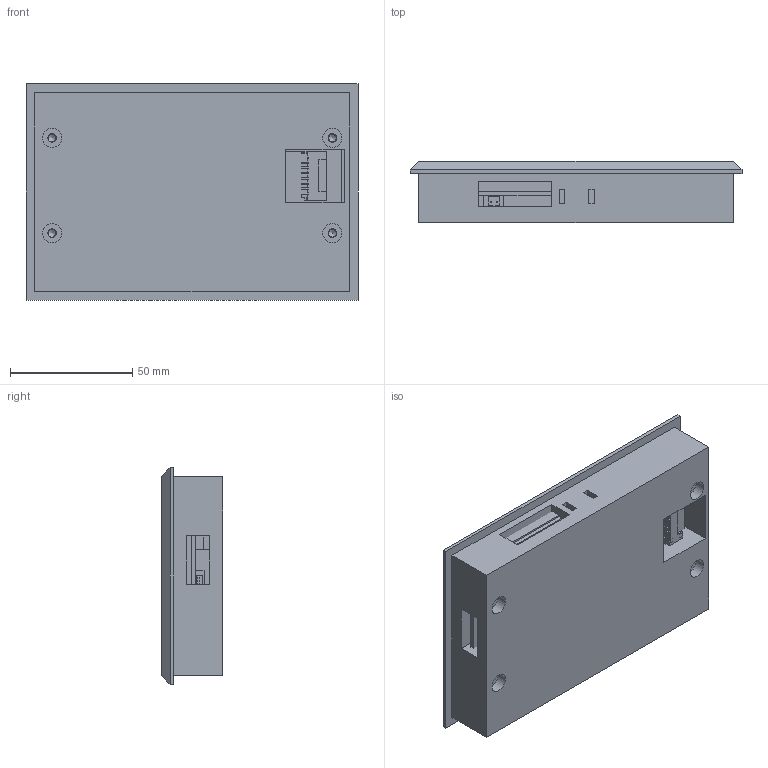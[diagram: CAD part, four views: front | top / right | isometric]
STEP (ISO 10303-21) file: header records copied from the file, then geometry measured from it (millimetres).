
FILE_DESCRIPTION(/* description */ (''),/* implementation_level */ '2;1');
FILE_NAME(/* name */ 'P48272V43C_T30B.stp',/* time_stamp */ '2019-08-27T11:30:41-03:00',/* author */ ('Reservaa'),/* organization */ (''),/* preprocessor_version */ 'ST-DEVELOPER v17',/* originating_system */ 'Autodesk Inventor 2019',/* authorisation */ '');
FILE_SCHEMA (('AUTOMOTIVE_DESIGN { 1 0 10303 214 3 1 1 }'));
Length unit declared in the file: millimetre
Products named in the file (14): P48272V43C_T30B; P48272V43C_T30B_1; Display P48272V43C_T30; Placa; Tela; Vidro da tela; Processador 7.0; 60488; 60488_01; 60488_02; 60488_03; 8cm de largura; Cl menor; Componente de Audio TERMINAR
Assembly tree (13 placements, depth 4):
  P48272V43C_T30B
    P48272V43C_T30B_1
    Display P48272V43C_T30
      Placa
      Tela
      Vidro da tela
      Processador 7.0
      60488
        60488_01
        60488_02
        60488_03
      8cm de largura
      Cl menor
      Componente de Audio TERMINAR
Bounding box: 135.9 x 25 x 88.6 mm (x, y, z)
Surface area: 99233.5 mm2
Topology: 16 solids, 16 shells, 762 faces, 1980 edges, 1278 vertices
Faces by surface type: plane 674, cylinder 80, cone 4, bspline 4
Full cylindrical faces by diameter (mm): 3.2 x8, 3.5 x4, 7.8 x4
Entity records: 24186 total; most frequent: CARTESIAN_POINT 4381, ORIENTED_EDGE 3952, DIRECTION 3736, EDGE_CURVE 1976, LINE 1770, VECTOR 1770, VERTEX_POINT 1278, AXIS2_PLACEMENT_3D 983
